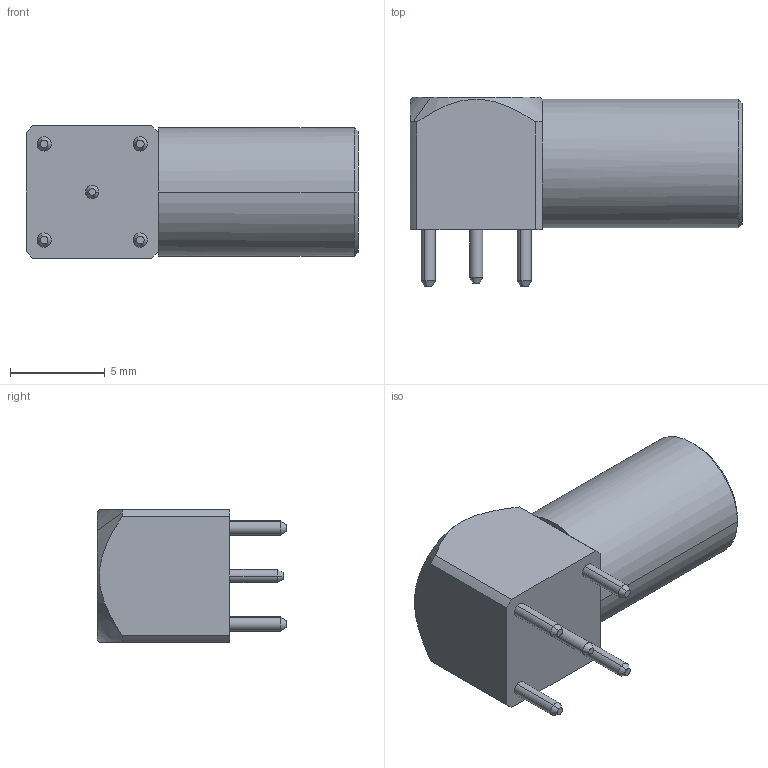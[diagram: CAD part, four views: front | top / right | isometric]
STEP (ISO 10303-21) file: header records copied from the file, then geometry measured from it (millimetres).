
FILE_DESCRIPTION(('STEP AP242'),'1');
FILE_NAME('epl_00_250_ntn.stp','2024-07-19T05:31:39',('TraceParts'),('TraceParts S.A.'),'Spatial InterOp 3D',' ',' ');
FILE_SCHEMA(('AP242_MANAGED_MODEL_BASED_3D_ENGINEERING_MIM_LF {1 0 10303 442 1 1 4}'));
Length unit declared in the file: millimetre
Products named in the file (1): epl_00_250_ntn
Bounding box: 17.55 x 10 x 7 mm (x, y, z)
Volume: 724.6 mm3; surface area: 534.1 mm2
Topology: 1 solids, 1 shells, 46 faces, 99 edges, 60 vertices
Faces by surface type: cylinder 16, plane 16, cone 14
Entity records: 1638 total; most frequent: DIRECTION 240, CARTESIAN_POINT 216, ORIENTED_EDGE 198, AXIS2_PLACEMENT_3D 99, EDGE_CURVE 99, VERTEX_POINT 60, CIRCLE 52, EDGE_LOOP 51
